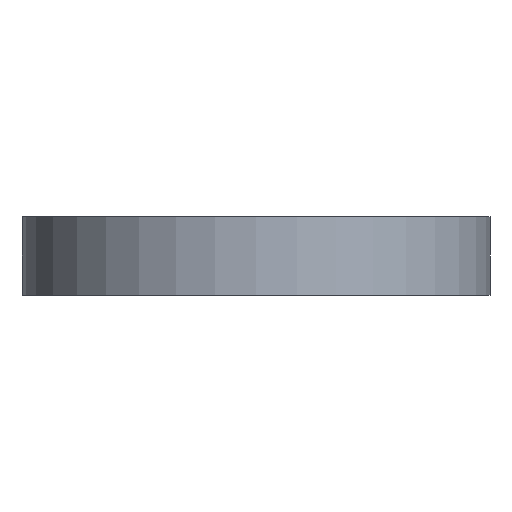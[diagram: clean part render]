
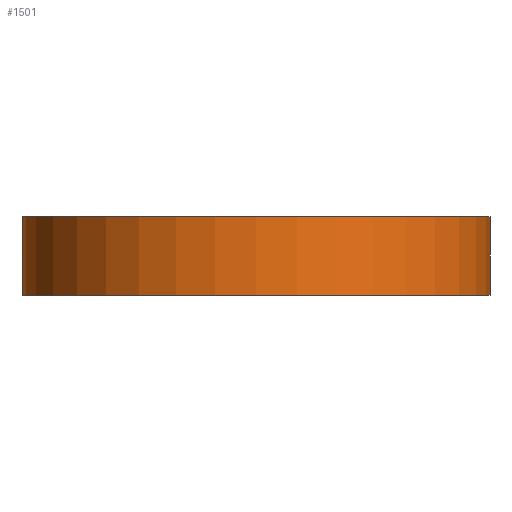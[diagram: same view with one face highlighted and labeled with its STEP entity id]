
A CAD part, front view. The second image highlights one B-rep face of the part: STEP entity #1501.
In plain terms, the highlighted cylindrical face has radius 38 mm (diameter 76 mm), a partial arc.
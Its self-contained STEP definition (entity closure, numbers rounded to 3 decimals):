
#60 = DIRECTION ( 'NONE',  ( 1., 0., 0. ) ) ;
#85 = AXIS2_PLACEMENT_3D ( 'NONE', #1468, #2696, #1644 ) ;
#111 = CARTESIAN_POINT ( 'NONE',  ( 38., 0., 0. ) ) ;
#163 = CARTESIAN_POINT ( 'NONE',  ( 38., 0., 12.7 ) ) ;
#248 = CIRCLE ( 'NONE', #2476, 38. ) ;
#250 = EDGE_CURVE ( 'NONE', #723, #3105, #1420, .T. ) ;
#383 = EDGE_LOOP ( 'NONE', ( #2338, #2342, #1989, #2304 ) ) ;
#615 = CARTESIAN_POINT ( 'NONE',  ( -38., 0., 0. ) ) ;
#723 = VERTEX_POINT ( 'NONE', #615 ) ;
#737 = DIRECTION ( 'NONE',  ( 0., 0., 1. ) ) ;
#781 = DIRECTION ( 'NONE',  ( 0., 0., 1. ) ) ;
#937 = VERTEX_POINT ( 'NONE', #945 ) ;
#945 = CARTESIAN_POINT ( 'NONE',  ( -38., 0., 12.7 ) ) ;
#1067 = VECTOR ( 'NONE', #781, 1000. ) ;
#1384 = EDGE_CURVE ( 'NONE', #723, #937, #2237, .T. ) ;
#1420 = CIRCLE ( 'NONE', #1622, 38. ) ;
#1453 = EDGE_CURVE ( 'NONE', #937, #2478, #248, .T. ) ;
#1468 = CARTESIAN_POINT ( 'NONE',  ( 0., 0., 0. ) ) ;
#1501 = ADVANCED_FACE ( 'NONE', ( #2466 ), #1958, .T. ) ;
#1622 = AXIS2_PLACEMENT_3D ( 'NONE', #1828, #1782, #60 ) ;
#1644 = DIRECTION ( 'NONE',  ( 1., 0., 0. ) ) ;
#1659 = CARTESIAN_POINT ( 'NONE',  ( 0., 0., 12.7 ) ) ;
#1679 = DIRECTION ( 'NONE',  ( 0., 0., 1. ) ) ;
#1782 = DIRECTION ( 'NONE',  ( 0., 0., 1. ) ) ;
#1828 = CARTESIAN_POINT ( 'NONE',  ( 0., 0., 0. ) ) ;
#1889 = DIRECTION ( 'NONE',  ( 1., 0., 0. ) ) ;
#1958 = CYLINDRICAL_SURFACE ( 'NONE', #85, 38. ) ;
#1989 = ORIENTED_EDGE ( 'NONE', *, *, #3088, .T. ) ;
#2237 = LINE ( 'NONE', #2999, #2843 ) ;
#2304 = ORIENTED_EDGE ( 'NONE', *, *, #1453, .F. ) ;
#2338 = ORIENTED_EDGE ( 'NONE', *, *, #1384, .F. ) ;
#2342 = ORIENTED_EDGE ( 'NONE', *, *, #250, .T. ) ;
#2466 = FACE_OUTER_BOUND ( 'NONE', #383, .T. ) ;
#2476 = AXIS2_PLACEMENT_3D ( 'NONE', #1659, #1679, #1889 ) ;
#2478 = VERTEX_POINT ( 'NONE', #163 ) ;
#2696 = DIRECTION ( 'NONE',  ( 0., 0., 1. ) ) ;
#2843 = VECTOR ( 'NONE', #737, 1000. ) ;
#2995 = LINE ( 'NONE', #3196, #1067 ) ;
#2999 = CARTESIAN_POINT ( 'NONE',  ( -38., 0., 0. ) ) ;
#3088 = EDGE_CURVE ( 'NONE', #3105, #2478, #2995, .T. ) ;
#3105 = VERTEX_POINT ( 'NONE', #111 ) ;
#3196 = CARTESIAN_POINT ( 'NONE',  ( 38., 0., 0. ) ) ;
